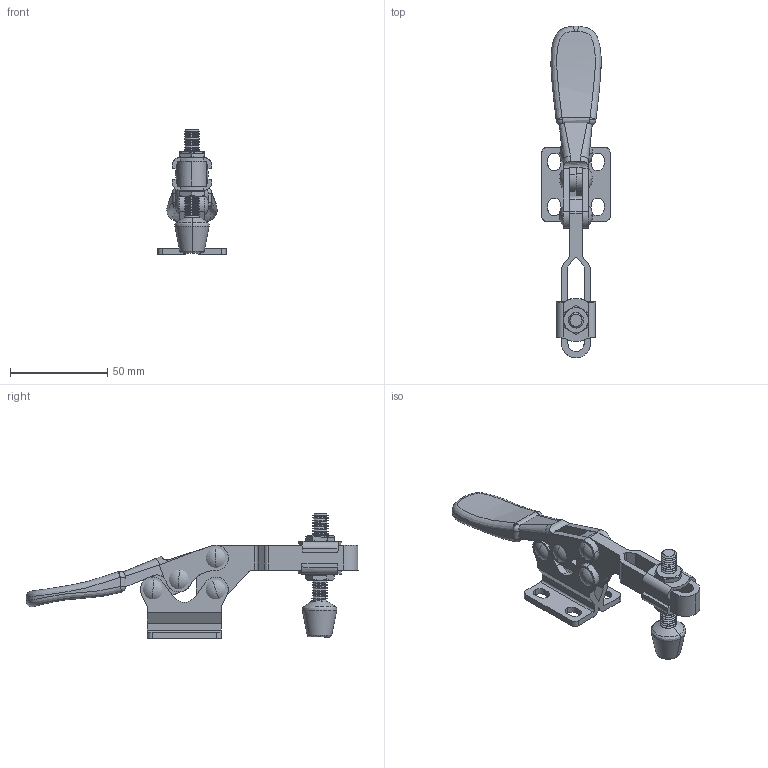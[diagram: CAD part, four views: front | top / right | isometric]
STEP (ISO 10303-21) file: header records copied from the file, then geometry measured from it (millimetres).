
FILE_DESCRIPTION((''),' ');
FILE_NAME('GH-225d.stp',' ',('stephen'),('BIB design'),' ','ACIS 14.0',' ');
FILE_SCHEMA(('automotive_design'));
Length unit declared in the file: inch
Products named in the file (14): Part_3373; Part_3372; Part_3371; Part_3369; Part_3370; Part_4551; Part_5719; Part_145106; Part_117046; Part_117421; Part_127793; Part_127794; Part_130380; Part_130998
Bounding box: 35 x 170.34 x 63.9 mm (x, y, z)
Volume: 42382 mm3; surface area: 34110.1 mm2
Topology: 14 solids, 14 shells, 584 faces, 1707 edges, 1116 vertices
Faces by surface type: revolution 360, plane 119, bspline 84, cylinder 15, sphere 6
Entity records: 48552 total; most frequent: CARTESIAN_POINT 14716, PRESENTATION_STYLE_ASSIGNMENT 3909, COLOUR_RGB 3909, STYLED_ITEM 3397, ORIENTED_EDGE 3366, CURVE_STYLE 2195, DIRECTION 2064, EDGE_CURVE 1683
